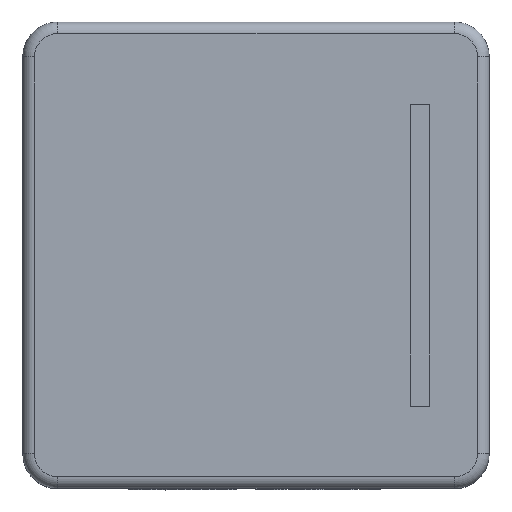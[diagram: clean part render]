
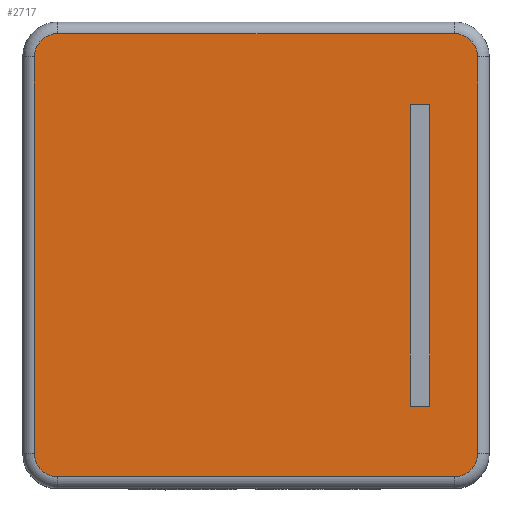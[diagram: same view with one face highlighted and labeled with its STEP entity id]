
A CAD part, top view. The second image highlights one B-rep face of the part: STEP entity #2717.
In plain terms, the highlighted planar face has unit normal (0, 0, 1).
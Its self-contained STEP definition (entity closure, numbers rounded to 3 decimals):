
#6 = EDGE_CURVE ( 'NONE', #4352, #5207, #11913, .T. ) ;
#317 = CARTESIAN_POINT ( 'NONE',  ( 1.9, 1.7, 1.9 ) ) ;
#345 = AXIS2_PLACEMENT_3D ( 'NONE', #1782, #11577, #9776 ) ;
#762 = AXIS2_PLACEMENT_3D ( 'NONE', #10579, #7561, #8651 ) ;
#846 = VERTEX_POINT ( 'NONE', #4662 ) ;
#895 = LINE ( 'NONE', #10761, #9941 ) ;
#938 = LINE ( 'NONE', #4644, #6188 ) ;
#1005 = DIRECTION ( 'NONE',  ( 0., -1., 0. ) ) ;
#1086 = DIRECTION ( 'NONE',  ( -1., 0., 0. ) ) ;
#1440 = LINE ( 'NONE', #5293, #9377 ) ;
#1610 = CARTESIAN_POINT ( 'NONE',  ( 1.491, 1.294, 1.9 ) ) ;
#1782 = CARTESIAN_POINT ( 'NONE',  ( 1.7, -1.7, 1.9 ) ) ;
#1943 = VERTEX_POINT ( 'NONE', #5537 ) ;
#2175 = CARTESIAN_POINT ( 'NONE',  ( -1.7, 1.7, 1.9 ) ) ;
#2204 = CIRCLE ( 'NONE', #762, 0.2 ) ;
#2392 = CARTESIAN_POINT ( 'NONE',  ( 1.322, -1.294, 1.9 ) ) ;
#2482 = CARTESIAN_POINT ( 'NONE',  ( 1.9, 1.7, 1.9 ) ) ;
#2638 = DIRECTION ( 'NONE',  ( -1., 0., 0. ) ) ;
#2647 = EDGE_CURVE ( 'NONE', #5207, #6849, #895, .T. ) ;
#2717 = ADVANCED_FACE ( 'NONE', ( #4021, #3835 ), #5907, .T. ) ;
#2834 = DIRECTION ( 'NONE',  ( 0., 0., 1. ) ) ;
#2886 = DIRECTION ( 'NONE',  ( 1., 0., 0. ) ) ;
#2895 = ORIENTED_EDGE ( 'NONE', *, *, #6672, .F. ) ;
#2921 = CARTESIAN_POINT ( 'NONE',  ( -1.7, 1.9, 1.9 ) ) ;
#3098 = CARTESIAN_POINT ( 'NONE',  ( -1.7, -1.9, 1.9 ) ) ;
#3347 = DIRECTION ( 'NONE',  ( 1., 0., 0. ) ) ;
#3360 = LINE ( 'NONE', #2482, #5801 ) ;
#3607 = AXIS2_PLACEMENT_3D ( 'NONE', #6684, #2834, #8605 ) ;
#3810 = EDGE_CURVE ( 'NONE', #6849, #4744, #10058, .T. ) ;
#3835 = FACE_OUTER_BOUND ( 'NONE', #6267, .T. ) ;
#4021 = FACE_BOUND ( 'NONE', #5774, .T. ) ;
#4111 = DIRECTION ( 'NONE',  ( 0., 0., 1. ) ) ;
#4227 = LINE ( 'NONE', #9013, #8623 ) ;
#4264 = LINE ( 'NONE', #5281, #6377 ) ;
#4352 = VERTEX_POINT ( 'NONE', #317 ) ;
#4366 = CARTESIAN_POINT ( 'NONE',  ( 1.322, 1.294, 1.9 ) ) ;
#4472 = EDGE_CURVE ( 'NONE', #10304, #11210, #5782, .T. ) ;
#4586 = ORIENTED_EDGE ( 'NONE', *, *, #6, .T. ) ;
#4644 = CARTESIAN_POINT ( 'NONE',  ( 1.322, 1.294, 1.9 ) ) ;
#4662 = CARTESIAN_POINT ( 'NONE',  ( 1.491, -1.294, 1.9 ) ) ;
#4744 = VERTEX_POINT ( 'NONE', #8978 ) ;
#4833 = ORIENTED_EDGE ( 'NONE', *, *, #2647, .T. ) ;
#5207 = VERTEX_POINT ( 'NONE', #7098 ) ;
#5266 = DIRECTION ( 'NONE',  ( 1., 0., 0. ) ) ;
#5281 = CARTESIAN_POINT ( 'NONE',  ( 1.322, 1.294, 1.9 ) ) ;
#5293 = CARTESIAN_POINT ( 'NONE',  ( 1.491, 1.294, 1.9 ) ) ;
#5471 = EDGE_CURVE ( 'NONE', #846, #7491, #1440, .T. ) ;
#5475 = VERTEX_POINT ( 'NONE', #7030 ) ;
#5537 = CARTESIAN_POINT ( 'NONE',  ( -1.9, -1.7, 1.9 ) ) ;
#5774 = EDGE_LOOP ( 'NONE', ( #9871, #10033, #12080, #2895 ) ) ;
#5782 = CIRCLE ( 'NONE', #345, 0.2 ) ;
#5801 = VECTOR ( 'NONE', #6329, 1000. ) ;
#5907 = PLANE ( 'NONE',  #3607 ) ;
#5987 = DIRECTION ( 'NONE',  ( 0., -1., 0. ) ) ;
#5988 = LINE ( 'NONE', #8814, #6321 ) ;
#6015 = DIRECTION ( 'NONE',  ( 1., 0., 0. ) ) ;
#6188 = VECTOR ( 'NONE', #2638, 1000. ) ;
#6267 = EDGE_LOOP ( 'NONE', ( #12150, #11523, #8330, #4586, #4833, #8312, #8598, #6458 ) ) ;
#6321 = VECTOR ( 'NONE', #1005, 1000. ) ;
#6329 = DIRECTION ( 'NONE',  ( 0., 1., 0. ) ) ;
#6377 = VECTOR ( 'NONE', #5987, 1000. ) ;
#6388 = AXIS2_PLACEMENT_3D ( 'NONE', #11938, #7115, #2886 ) ;
#6442 = EDGE_CURVE ( 'NONE', #8006, #10304, #4227, .T. ) ;
#6458 = ORIENTED_EDGE ( 'NONE', *, *, #7637, .T. ) ;
#6628 = VECTOR ( 'NONE', #5266, 1000. ) ;
#6672 = EDGE_CURVE ( 'NONE', #7491, #8627, #938, .T. ) ;
#6684 = CARTESIAN_POINT ( 'NONE',  ( 0., 0., 1.9 ) ) ;
#6849 = VERTEX_POINT ( 'NONE', #2921 ) ;
#7030 = CARTESIAN_POINT ( 'NONE',  ( 1.322, -1.294, 1.9 ) ) ;
#7098 = CARTESIAN_POINT ( 'NONE',  ( 1.7, 1.9, 1.9 ) ) ;
#7115 = DIRECTION ( 'NONE',  ( 0., 0., 1. ) ) ;
#7491 = VERTEX_POINT ( 'NONE', #1610 ) ;
#7544 = EDGE_CURVE ( 'NONE', #5475, #846, #12180, .T. ) ;
#7561 = DIRECTION ( 'NONE',  ( 0., 0., 1. ) ) ;
#7637 = EDGE_CURVE ( 'NONE', #1943, #8006, #2204, .T. ) ;
#7886 = EDGE_CURVE ( 'NONE', #11210, #4352, #3360, .T. ) ;
#8006 = VERTEX_POINT ( 'NONE', #3098 ) ;
#8025 = AXIS2_PLACEMENT_3D ( 'NONE', #2175, #4111, #6015 ) ;
#8312 = ORIENTED_EDGE ( 'NONE', *, *, #3810, .T. ) ;
#8330 = ORIENTED_EDGE ( 'NONE', *, *, #7886, .T. ) ;
#8598 = ORIENTED_EDGE ( 'NONE', *, *, #10959, .T. ) ;
#8605 = DIRECTION ( 'NONE',  ( 1., 0., 0. ) ) ;
#8623 = VECTOR ( 'NONE', #3347, 1000. ) ;
#8627 = VERTEX_POINT ( 'NONE', #4366 ) ;
#8651 = DIRECTION ( 'NONE',  ( 1., 0., 0. ) ) ;
#8814 = CARTESIAN_POINT ( 'NONE',  ( -1.9, -1.7, 1.9 ) ) ;
#8978 = CARTESIAN_POINT ( 'NONE',  ( -1.9, 1.7, 1.9 ) ) ;
#9013 = CARTESIAN_POINT ( 'NONE',  ( 1.7, -1.9, 1.9 ) ) ;
#9377 = VECTOR ( 'NONE', #11062, 1000. ) ;
#9776 = DIRECTION ( 'NONE',  ( 1., 0., 0. ) ) ;
#9871 = ORIENTED_EDGE ( 'NONE', *, *, #5471, .F. ) ;
#9941 = VECTOR ( 'NONE', #1086, 1000. ) ;
#10033 = ORIENTED_EDGE ( 'NONE', *, *, #7544, .F. ) ;
#10058 = CIRCLE ( 'NONE', #8025, 0.2 ) ;
#10264 = EDGE_CURVE ( 'NONE', #8627, #5475, #4264, .T. ) ;
#10304 = VERTEX_POINT ( 'NONE', #10931 ) ;
#10579 = CARTESIAN_POINT ( 'NONE',  ( -1.7, -1.7, 1.9 ) ) ;
#10761 = CARTESIAN_POINT ( 'NONE',  ( -1.7, 1.9, 1.9 ) ) ;
#10788 = CARTESIAN_POINT ( 'NONE',  ( 1.9, -1.7, 1.9 ) ) ;
#10931 = CARTESIAN_POINT ( 'NONE',  ( 1.7, -1.9, 1.9 ) ) ;
#10959 = EDGE_CURVE ( 'NONE', #4744, #1943, #5988, .T. ) ;
#11062 = DIRECTION ( 'NONE',  ( 0., 1., 0. ) ) ;
#11210 = VERTEX_POINT ( 'NONE', #10788 ) ;
#11523 = ORIENTED_EDGE ( 'NONE', *, *, #4472, .T. ) ;
#11577 = DIRECTION ( 'NONE',  ( 0., 0., 1. ) ) ;
#11913 = CIRCLE ( 'NONE', #6388, 0.2 ) ;
#11938 = CARTESIAN_POINT ( 'NONE',  ( 1.7, 1.7, 1.9 ) ) ;
#12080 = ORIENTED_EDGE ( 'NONE', *, *, #10264, .F. ) ;
#12150 = ORIENTED_EDGE ( 'NONE', *, *, #6442, .T. ) ;
#12180 = LINE ( 'NONE', #2392, #6628 ) ;
